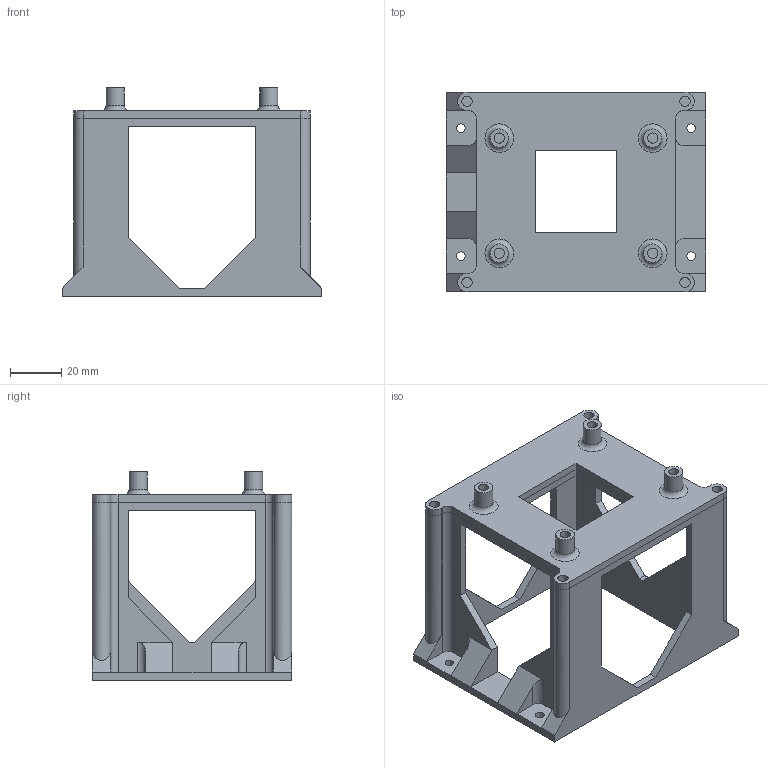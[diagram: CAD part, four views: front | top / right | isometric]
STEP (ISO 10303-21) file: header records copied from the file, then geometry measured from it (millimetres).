
FILE_DESCRIPTION(/* description */ (''),/* implementation_level */ '2;1');
FILE_NAME(/* name */ 'Battery Case.step',/* time_stamp */ '2025-04-26T00:00:57+02:00',/* author */ (''),/* organization */ (''),/* preprocessor_version */ 'ST-DEVELOPER v20.1',/* originating_system */ 'Autodesk Translation Framework v14.4.0.0',/* authorisation */ '');
FILE_SCHEMA (('AUTOMOTIVE_DESIGN { 1 0 10303 214 3 1 1 }'));
Length unit declared in the file: millimetre
Products named in the file (1): Akkubracket
Bounding box: 101.6 x 78 x 81.5 mm (x, y, z)
Volume: 83506.4 mm3; surface area: 54371.2 mm2
Topology: 2 solids, 2 shells, 128 faces, 343 edges, 224 vertices
Faces by surface type: plane 84, cylinder 40, torus 4
Full cylindrical faces by diameter (mm): 3.4 x4, 4 x12, 7.2 x4
Entity records: 4079 total; most frequent: CARTESIAN_POINT 696, DIRECTION 689, ORIENTED_EDGE 686, EDGE_CURVE 343, LINE 255, VECTOR 255, VERTEX_POINT 224, AXIS2_PLACEMENT_3D 217
